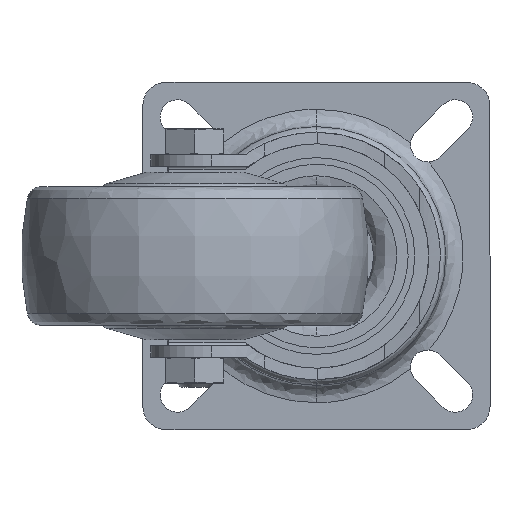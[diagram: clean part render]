
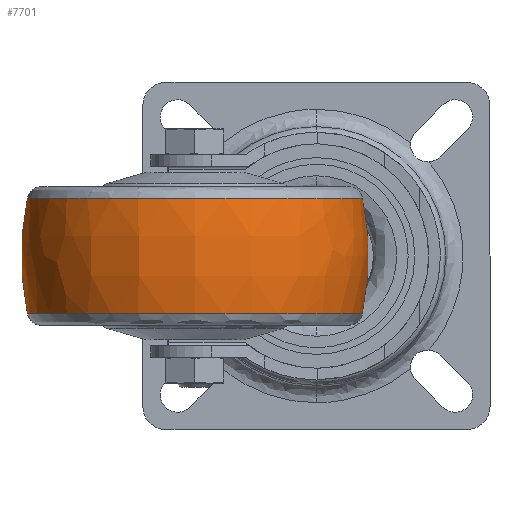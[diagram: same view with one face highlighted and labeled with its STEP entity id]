
A CAD part, front view. The second image highlights one B-rep face of the part: STEP entity #7701.
In plain terms, the highlighted free-form (B-spline) face has degree [3, 3] with [4, 4] control points.
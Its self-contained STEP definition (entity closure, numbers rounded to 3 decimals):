
#4278 = CARTESIAN_POINT ( 'NONE',  ( -28.945, 0., 10.021 ) ) ;
#4823 = CARTESIAN_POINT ( 'NONE',  ( 28.945, 0., 10.021 ) ) ;
#4929 = AXIS2_PLACEMENT_3D ( 'NONE', #5063, #4931, #5083 ) ;
#4931 = DIRECTION ( 'NONE',  ( 0., -1., 0. ) ) ;
#4932 = CARTESIAN_POINT ( 'NONE',  ( 28.945, 0., -10.021 ) ) ;
#4933 = CARTESIAN_POINT ( 'NONE',  ( -28.945, 0., -10.021 ) ) ;
#4968 = FACE_OUTER_BOUND ( 'NONE', #7716, .T. ) ;
#5028 = CIRCLE ( 'NONE', #5082, 48.125 ) ;
#5030 = CARTESIAN_POINT ( 'NONE',  ( 18.125, 0., 0. ) ) ;
#5063 = CARTESIAN_POINT ( 'NONE',  ( -18.125, 0., 0. ) ) ;
#5064 = CARTESIAN_POINT ( 'NONE',  ( -28.945, 0., 10.021 ) ) ;
#5065 = CARTESIAN_POINT ( 'NONE',  ( -28.945, -57.89, 10.021 ) ) ;
#5066 = CARTESIAN_POINT ( 'NONE',  ( 28.945, -57.89, 10.021 ) ) ;
#5067 = CARTESIAN_POINT ( 'NONE',  ( 28.945, 0., 10.021 ) ) ;
#5068 = CARTESIAN_POINT ( 'NONE',  ( -30.357, 0., 3.39 ) ) ;
#5069 = CARTESIAN_POINT ( 'NONE',  ( -30.357, -60.714, 3.39 ) ) ;
#5070 = CARTESIAN_POINT ( 'NONE',  ( 30.357, -60.714, 3.39 ) ) ;
#5071 = CARTESIAN_POINT ( 'NONE',  ( 30.357, 0., 3.39 ) ) ;
#5072 = CARTESIAN_POINT ( 'NONE',  ( -30.357, 0., -3.39 ) ) ;
#5073 = CARTESIAN_POINT ( 'NONE',  ( -30.357, -60.714, -3.39 ) ) ;
#5074 = CARTESIAN_POINT ( 'NONE',  ( 30.357, -60.714, -3.39 ) ) ;
#5075 = CARTESIAN_POINT ( 'NONE',  ( 30.357, 0., -3.39 ) ) ;
#5076 = CARTESIAN_POINT ( 'NONE',  ( -28.945, 0., -10.021 ) ) ;
#5077 = CARTESIAN_POINT ( 'NONE',  ( -28.945, -57.89, -10.021 ) ) ;
#5078 = CARTESIAN_POINT ( 'NONE',  ( 28.945, -57.89, -10.021 ) ) ;
#5079 = CARTESIAN_POINT ( 'NONE',  ( 28.945, 0., -10.021 ) ) ;
#5080 = CARTESIAN_POINT ( 'NONE',  ( 0., 0., 10.021 ) ) ;
#5081 = AXIS2_PLACEMENT_3D ( 'NONE', #5080, #5103, #5102 ) ;
#5082 = AXIS2_PLACEMENT_3D ( 'NONE', #5030, #5107, #5106 ) ;
#5083 = DIRECTION ( 'NONE',  ( 1., 0., 0. ) ) ;
#5084 = AXIS2_PLACEMENT_3D ( 'NONE', #5098, #5097, #5096 ) ;
#5085 =( BOUNDED_SURFACE ( )  B_SPLINE_SURFACE ( 3, 3, ( 
 ( #5079, #5078, #5077, #5076 ),
 ( #5075, #5074, #5073, #5072 ),
 ( #5071, #5070, #5069, #5068 ),
 ( #5067, #5066, #5065, #5064 ) ),
 .UNSPECIFIED., .F., .F., .F. ) 
 B_SPLINE_SURFACE_WITH_KNOTS ( ( 4, 4 ),
 ( 4, 4 ),
 ( 0., 1. ),
 ( 0., 1. ),
 .UNSPECIFIED. ) 
 GEOMETRIC_REPRESENTATION_ITEM ( )  RATIONAL_B_SPLINE_SURFACE ( (
 ( 1., 0.333, 0.333, 1.),
 ( 0.985, 0.328, 0.328, 0.985),
 ( 0.985, 0.328, 0.328, 0.985),
 ( 1., 0.333, 0.333, 1.) ) ) 
 REPRESENTATION_ITEM ( '' )  SURFACE ( )  );
#5086 = CIRCLE ( 'NONE', #4929, 48.125 ) ;
#5096 = DIRECTION ( 'NONE',  ( -1., 0., 0. ) ) ;
#5097 = DIRECTION ( 'NONE',  ( 0., 0., 1. ) ) ;
#5098 = CARTESIAN_POINT ( 'NONE',  ( 0., 0., -10.021 ) ) ;
#5102 = DIRECTION ( 'NONE',  ( -1., 0., 0. ) ) ;
#5103 = DIRECTION ( 'NONE',  ( 0., 0., -1. ) ) ;
#5104 = CIRCLE ( 'NONE', #5081, 28.945 ) ;
#5105 = CIRCLE ( 'NONE', #5084, 28.945 ) ;
#5106 = DIRECTION ( 'NONE',  ( -1., 0., 0. ) ) ;
#5107 = DIRECTION ( 'NONE',  ( 0., 1., 0. ) ) ;
#7659 = VERTEX_POINT ( 'NONE', #4823 ) ;
#7669 = VERTEX_POINT ( 'NONE', #4278 ) ;
#7699 = VERTEX_POINT ( 'NONE', #4933 ) ;
#7700 = VERTEX_POINT ( 'NONE', #4932 ) ;
#7701 = ADVANCED_FACE ( 'NONE', ( #4968 ), #5085, .T. ) ;
#7702 = ORIENTED_EDGE ( 'NONE', *, *, #7704, .T. ) ;
#7703 = ORIENTED_EDGE ( 'NONE', *, *, #7712, .T. ) ;
#7704 = EDGE_CURVE ( 'NONE', #7700, #7659, #5086, .T. ) ;
#7705 = EDGE_CURVE ( 'NONE', #7699, #7669, #5028, .T. ) ;
#7708 = ORIENTED_EDGE ( 'NONE', *, *, #7711, .T. ) ;
#7710 = ORIENTED_EDGE ( 'NONE', *, *, #7705, .F. ) ;
#7711 = EDGE_CURVE ( 'NONE', #7659, #7669, #5104, .T. ) ;
#7712 = EDGE_CURVE ( 'NONE', #7699, #7700, #5105, .T. ) ;
#7716 = EDGE_LOOP ( 'NONE', ( #7703, #7702, #7708, #7710 ) ) ;
